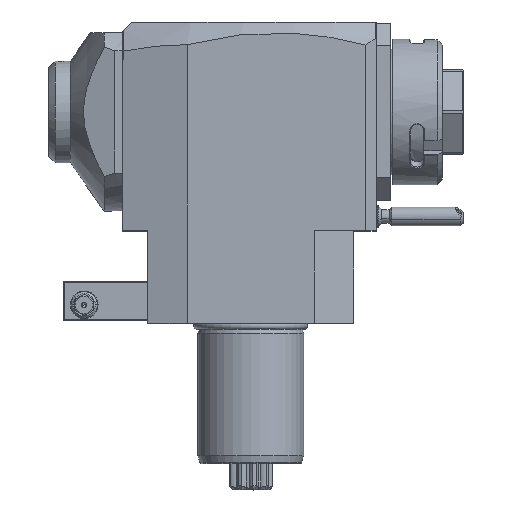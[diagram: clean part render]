
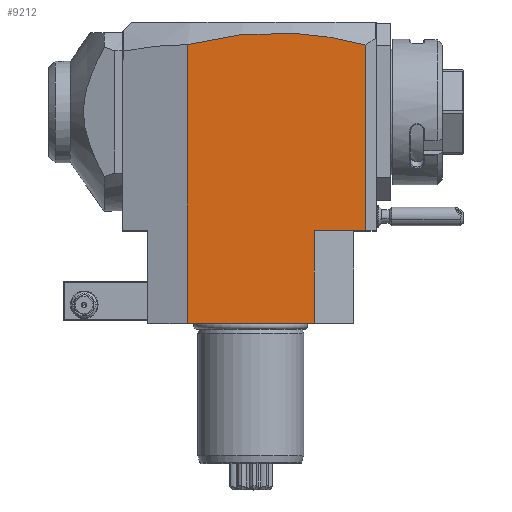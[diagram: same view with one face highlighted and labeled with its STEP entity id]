
A CAD part, top view. The second image highlights one B-rep face of the part: STEP entity #9212.
In plain terms, the highlighted planar face has unit normal (0, 0, 1).
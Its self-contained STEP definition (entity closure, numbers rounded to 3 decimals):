
#140=DIRECTION('',(0.,-1.,0.));
#141=VECTOR('',#140,70.258);
#142=CARTESIAN_POINT('',(43.5,105.258,37.5));
#143=LINE('',#142,#141);
#144=DIRECTION('',(-1.,0.,0.));
#145=VECTOR('',#144,19.5);
#146=CARTESIAN_POINT('',(43.5,35.,37.5));
#147=LINE('',#146,#145);
#148=CARTESIAN_POINT('',(-24.,105.435,37.5));
#149=CARTESIAN_POINT('',(-18.371,106.939,37.5));
#150=CARTESIAN_POINT('',(-7.115,109.162,37.5));
#151=CARTESIAN_POINT('',(9.762,110.233,37.5));
#152=CARTESIAN_POINT('',(26.635,109.072,37.5));
#153=CARTESIAN_POINT('',(37.879,106.791,37.5));
#154=CARTESIAN_POINT('',(43.5,105.258,37.5));
#218=DIRECTION('',(0.,-1.,0.));
#219=VECTOR('',#218,105.435);
#220=CARTESIAN_POINT('',(-24.,105.435,37.5));
#221=LINE('',#220,#219);
#238=DIRECTION('',(-1.,0.,0.));
#239=VECTOR('',#238,48.);
#240=CARTESIAN_POINT('',(24.,0.,37.5));
#241=LINE('',#240,#239);
#2701=DIRECTION('',(0.,1.,0.));
#2702=VECTOR('',#2701,35.);
#2703=CARTESIAN_POINT('',(24.,0.,37.5));
#2704=LINE('',#2703,#2702);
#8359=VERTEX_POINT('',#148);
#8360=VERTEX_POINT('',#154);
#8708=CARTESIAN_POINT('',(43.5,35.,37.5));
#8709=VERTEX_POINT('',#8708);
#8745=CARTESIAN_POINT('',(24.,0.,37.5));
#8746=VERTEX_POINT('',#8745);
#8747=CARTESIAN_POINT('',(-24.,0.,37.5));
#8748=VERTEX_POINT('',#8747);
#8963=CARTESIAN_POINT('',(24.,35.,37.5));
#8964=VERTEX_POINT('',#8963);
#9194=CARTESIAN_POINT('',(-39.202,35.,37.5));
#9195=DIRECTION('',(0.,0.,1.));
#9196=DIRECTION('',(1.,0.,0.));
#9197=AXIS2_PLACEMENT_3D('',#9194,#9195,#9196);
#9198=PLANE('',#9197);
#9200=ORIENTED_EDGE('',*,*,#9199,.T.);
#9201=ORIENTED_EDGE('',*,*,#9178,.T.);
#9203=ORIENTED_EDGE('',*,*,#9202,.F.);
#9205=ORIENTED_EDGE('',*,*,#9204,.T.);
#9207=ORIENTED_EDGE('',*,*,#9206,.F.);
#9209=ORIENTED_EDGE('',*,*,#9208,.T.);
#9210=EDGE_LOOP('',(#9200,#9201,#9203,#9205,#9207,#9209));
#9211=FACE_OUTER_BOUND('',#9210,.F.);
#155=B_SPLINE_CURVE_WITH_KNOTS('',3,(#148,#149,#150,#151,#152,#153,#154),
.UNSPECIFIED.,.F.,.F.,(4,1,1,1,4),(0.,0.25,0.5,0.75,1.),
.UNSPECIFIED.);
#9178=EDGE_CURVE('',#8709,#8964,#147,.T.);
#9199=EDGE_CURVE('',#8360,#8709,#143,.T.);
#9202=EDGE_CURVE('',#8746,#8964,#2704,.T.);
#9204=EDGE_CURVE('',#8746,#8748,#241,.T.);
#9206=EDGE_CURVE('',#8359,#8748,#221,.T.);
#9208=EDGE_CURVE('',#8359,#8360,#155,.T.);
#9212=ADVANCED_FACE('',(#9211),#9198,.T.);
